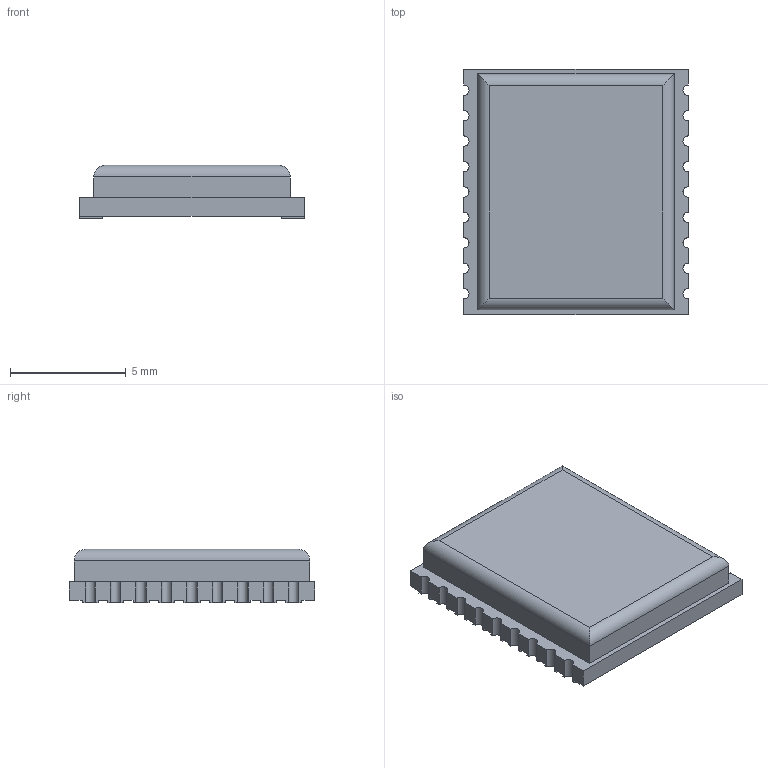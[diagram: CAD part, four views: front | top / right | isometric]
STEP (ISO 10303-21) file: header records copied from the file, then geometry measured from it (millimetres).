
FILE_DESCRIPTION(('STEP AP214'), '1');
FILE_NAME('Neoway G7A', '', ('UNSPECIFIED'), ('UNSPECIFIED'), 'ASCON STEP Converter 1.3', 'ASCON Math Kernel', '');
FILE_SCHEMA(('AUTOMOTIVE_DESIGN { 1 0 10303 214 3 1 1}'));
Length unit declared in the file: millimetre
Bounding box: 9.7 x 10.6 x 2.3 mm (x, y, z)
Volume: 201.6 mm3; surface area: 289.7 mm2
Topology: 1 solids, 1 shells, 123 faces, 356 edges, 236 vertices
Faces by surface type: plane 101, cylinder 22
Entity records: 5022 total; most frequent: CARTESIAN_POINT 728, ORIENTED_EDGE 712, DIRECTION 636, EDGE_CURVE 356, LINE 316, VECTOR 316, VERTEX_POINT 236, AXIS2_PLACEMENT_3D 160
